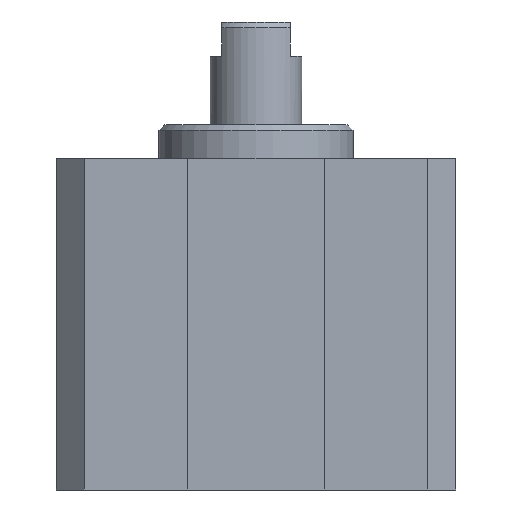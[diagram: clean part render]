
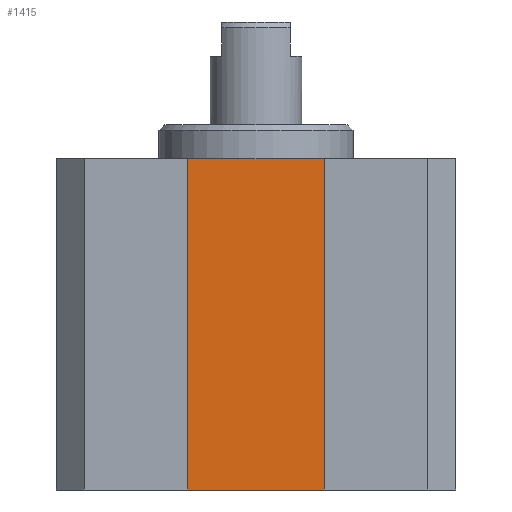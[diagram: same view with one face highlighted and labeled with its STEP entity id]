
A CAD part, front view. The second image highlights one B-rep face of the part: STEP entity #1415.
In plain terms, the highlighted planar face has unit normal (0, -1, 0).
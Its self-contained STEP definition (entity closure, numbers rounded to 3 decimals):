
#52=LINE('',#2087,#168);
#80=LINE('',#2212,#196);
#122=LINE('',#2331,#238);
#123=LINE('',#2333,#239);
#168=VECTOR('',#1652,16.2);
#196=VECTOR('',#1770,16.2);
#238=VECTOR('',#1904,29.);
#239=VECTOR('',#1907,29.);
#300=PLANE('',#1554);
#461=FACE_OUTER_BOUND('',#599,.T.);
#599=EDGE_LOOP('',(#1239,#1240,#1241,#1242));
#719=VERTEX_POINT('',#2084);
#720=VERTEX_POINT('',#2086);
#771=VERTEX_POINT('',#2209);
#772=VERTEX_POINT('',#2211);
#852=EDGE_CURVE('',#720,#719,#52,.T.);
#904=EDGE_CURVE('',#772,#771,#80,.T.);
#958=EDGE_CURVE('',#719,#772,#122,.T.);
#959=EDGE_CURVE('',#720,#771,#123,.T.);
#1239=ORIENTED_EDGE('',*,*,#904,.T.);
#1240=ORIENTED_EDGE('',*,*,#959,.F.);
#1241=ORIENTED_EDGE('',*,*,#852,.T.);
#1242=ORIENTED_EDGE('',*,*,#958,.T.);
#1415=ADVANCED_FACE('',(#461),#300,.T.);
#1554=AXIS2_PLACEMENT_3D('',#2332,#1905,#1906);
#1652=DIRECTION('',(1.,0.,0.));
#1770=DIRECTION('',(-1.,0.,0.));
#1904=DIRECTION('',(0.,0.,1.));
#1905=DIRECTION('center_axis',(0.,-1.,0.));
#1906=DIRECTION('ref_axis',(0.,0.,-1.));
#1907=DIRECTION('',(0.,0.,1.));
#2084=CARTESIAN_POINT('',(8.1,-12.,-14.5));
#2086=CARTESIAN_POINT('',(-8.1,-12.,-14.5));
#2087=CARTESIAN_POINT('',(-8.1,-12.,-14.5));
#2209=CARTESIAN_POINT('',(-8.1,-12.,14.5));
#2211=CARTESIAN_POINT('',(8.1,-12.,14.5));
#2212=CARTESIAN_POINT('',(-8.1,-12.,14.5));
#2331=CARTESIAN_POINT('',(8.1,-12.,0.));
#2332=CARTESIAN_POINT('Origin',(8.1,-12.,0.));
#2333=CARTESIAN_POINT('',(-8.1,-12.,0.));
